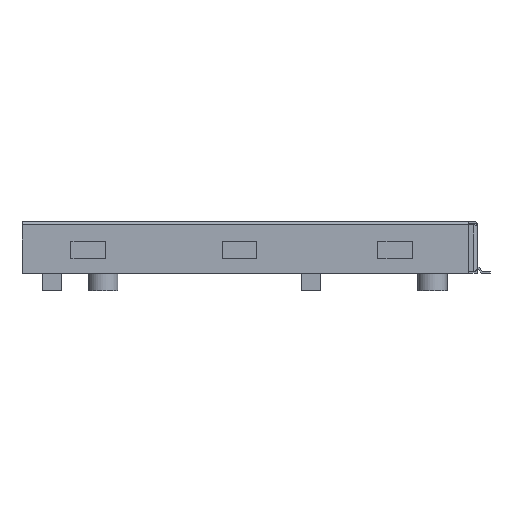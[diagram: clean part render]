
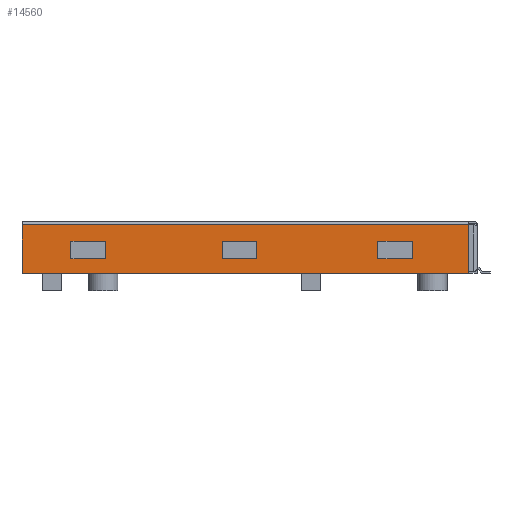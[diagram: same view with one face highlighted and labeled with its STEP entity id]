
A CAD part, front view. The second image highlights one B-rep face of the part: STEP entity #14560.
In plain terms, the highlighted planar face has unit normal (0, -1, 0).
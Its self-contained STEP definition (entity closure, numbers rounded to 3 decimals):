
#11013 = VERTEX_POINT('',#11014);
#11014 = CARTESIAN_POINT('',(147.734,-121.64,1.635));
#11020 = EDGE_CURVE('',#11021,#11013,#11023,.T.);
#11021 = VERTEX_POINT('',#11022);
#11022 = CARTESIAN_POINT('',(121.903,-121.64,1.635));
#11023 = LINE('',#11024,#11025);
#11024 = CARTESIAN_POINT('',(148.234,-121.64,1.635));
#11025 = VECTOR('',#11026,1.);
#11026 = DIRECTION('',(1.,-0.,-0.));
#14517 = EDGE_CURVE('',#14518,#11021,#14520,.T.);
#14518 = VERTEX_POINT('',#14519);
#14519 = CARTESIAN_POINT('',(121.903,-121.64,4.435));
#14520 = LINE('',#14521,#14522);
#14521 = CARTESIAN_POINT('',(121.903,-121.64,4.635));
#14522 = VECTOR('',#14523,1.);
#14523 = DIRECTION('',(-0.,-0.,-1.));
#14560 = ADVANCED_FACE('',(#14561,#14595,#14629,#14663),#14681,.F.);
#14561 = FACE_BOUND('',#14562,.T.);
#14562 = EDGE_LOOP('',(#14563,#14573,#14581,#14589));
#14563 = ORIENTED_EDGE('',*,*,#14564,.F.);
#14564 = EDGE_CURVE('',#14565,#14567,#14569,.T.);
#14565 = VERTEX_POINT('',#14566);
#14566 = CARTESIAN_POINT('',(142.484,-121.64,
    2.479));
#14567 = VERTEX_POINT('',#14568);
#14568 = CARTESIAN_POINT('',(144.484,-121.64,
    2.479));
#14569 = LINE('',#14570,#14571);
#14570 = CARTESIAN_POINT('',(142.484,-121.64,
    2.479));
#14571 = VECTOR('',#14572,1.);
#14572 = DIRECTION('',(1.,0.,0.));
#14573 = ORIENTED_EDGE('',*,*,#14574,.F.);
#14574 = EDGE_CURVE('',#14575,#14565,#14577,.T.);
#14575 = VERTEX_POINT('',#14576);
#14576 = CARTESIAN_POINT('',(142.484,-121.64,
    3.479));
#14577 = LINE('',#14578,#14579);
#14578 = CARTESIAN_POINT('',(142.484,-121.64,
    2.479));
#14579 = VECTOR('',#14580,1.);
#14580 = DIRECTION('',(-0.,-0.,-1.));
#14581 = ORIENTED_EDGE('',*,*,#14582,.F.);
#14582 = EDGE_CURVE('',#14583,#14575,#14585,.T.);
#14583 = VERTEX_POINT('',#14584);
#14584 = CARTESIAN_POINT('',(144.484,-121.64,
    3.479));
#14585 = LINE('',#14586,#14587);
#14586 = CARTESIAN_POINT('',(142.484,-121.64,
    3.479));
#14587 = VECTOR('',#14588,1.);
#14588 = DIRECTION('',(-1.,-0.,-0.));
#14589 = ORIENTED_EDGE('',*,*,#14590,.F.);
#14590 = EDGE_CURVE('',#14567,#14583,#14591,.T.);
#14591 = LINE('',#14592,#14593);
#14592 = CARTESIAN_POINT('',(144.484,-121.64,
    2.479));
#14593 = VECTOR('',#14594,1.);
#14594 = DIRECTION('',(0.,0.,1.));
#14595 = FACE_BOUND('',#14596,.T.);
#14596 = EDGE_LOOP('',(#14597,#14607,#14615,#14623));
#14597 = ORIENTED_EDGE('',*,*,#14598,.F.);
#14598 = EDGE_CURVE('',#14599,#14601,#14603,.T.);
#14599 = VERTEX_POINT('',#14600);
#14600 = CARTESIAN_POINT('',(133.484,-121.64,
    2.478));
#14601 = VERTEX_POINT('',#14602);
#14602 = CARTESIAN_POINT('',(135.484,-121.64,
    2.478));
#14603 = LINE('',#14604,#14605);
#14604 = CARTESIAN_POINT('',(133.484,-121.64,
    2.478));
#14605 = VECTOR('',#14606,1.);
#14606 = DIRECTION('',(1.,0.,0.));
#14607 = ORIENTED_EDGE('',*,*,#14608,.F.);
#14608 = EDGE_CURVE('',#14609,#14599,#14611,.T.);
#14609 = VERTEX_POINT('',#14610);
#14610 = CARTESIAN_POINT('',(133.484,-121.64,
    3.478));
#14611 = LINE('',#14612,#14613);
#14612 = CARTESIAN_POINT('',(133.484,-121.64,
    2.478));
#14613 = VECTOR('',#14614,1.);
#14614 = DIRECTION('',(-0.,-0.,-1.));
#14615 = ORIENTED_EDGE('',*,*,#14616,.F.);
#14616 = EDGE_CURVE('',#14617,#14609,#14619,.T.);
#14617 = VERTEX_POINT('',#14618);
#14618 = CARTESIAN_POINT('',(135.484,-121.64,
    3.478));
#14619 = LINE('',#14620,#14621);
#14620 = CARTESIAN_POINT('',(133.484,-121.64,
    3.478));
#14621 = VECTOR('',#14622,1.);
#14622 = DIRECTION('',(-1.,-0.,-0.));
#14623 = ORIENTED_EDGE('',*,*,#14624,.F.);
#14624 = EDGE_CURVE('',#14601,#14617,#14625,.T.);
#14625 = LINE('',#14626,#14627);
#14626 = CARTESIAN_POINT('',(135.484,-121.64,
    2.478));
#14627 = VECTOR('',#14628,1.);
#14628 = DIRECTION('',(0.,0.,1.));
#14629 = FACE_BOUND('',#14630,.T.);
#14630 = EDGE_LOOP('',(#14631,#14641,#14649,#14657));
#14631 = ORIENTED_EDGE('',*,*,#14632,.F.);
#14632 = EDGE_CURVE('',#14633,#14635,#14637,.T.);
#14633 = VERTEX_POINT('',#14634);
#14634 = CARTESIAN_POINT('',(124.734,-121.64,
    2.479));
#14635 = VERTEX_POINT('',#14636);
#14636 = CARTESIAN_POINT('',(126.734,-121.64,
    2.479));
#14637 = LINE('',#14638,#14639);
#14638 = CARTESIAN_POINT('',(124.734,-121.64,
    2.479));
#14639 = VECTOR('',#14640,1.);
#14640 = DIRECTION('',(1.,0.,0.));
#14641 = ORIENTED_EDGE('',*,*,#14642,.F.);
#14642 = EDGE_CURVE('',#14643,#14633,#14645,.T.);
#14643 = VERTEX_POINT('',#14644);
#14644 = CARTESIAN_POINT('',(124.734,-121.64,
    3.479));
#14645 = LINE('',#14646,#14647);
#14646 = CARTESIAN_POINT('',(124.734,-121.64,
    2.479));
#14647 = VECTOR('',#14648,1.);
#14648 = DIRECTION('',(-0.,-0.,-1.));
#14649 = ORIENTED_EDGE('',*,*,#14650,.F.);
#14650 = EDGE_CURVE('',#14651,#14643,#14653,.T.);
#14651 = VERTEX_POINT('',#14652);
#14652 = CARTESIAN_POINT('',(126.734,-121.64,
    3.479));
#14653 = LINE('',#14654,#14655);
#14654 = CARTESIAN_POINT('',(124.734,-121.64,
    3.479));
#14655 = VECTOR('',#14656,1.);
#14656 = DIRECTION('',(-1.,-0.,-0.));
#14657 = ORIENTED_EDGE('',*,*,#14658,.F.);
#14658 = EDGE_CURVE('',#14635,#14651,#14659,.T.);
#14659 = LINE('',#14660,#14661);
#14660 = CARTESIAN_POINT('',(126.734,-121.64,
    2.479));
#14661 = VECTOR('',#14662,1.);
#14662 = DIRECTION('',(0.,0.,1.));
#14663 = FACE_BOUND('',#14664,.T.);
#14664 = EDGE_LOOP('',(#14665,#14673,#14679,#14680));
#14665 = ORIENTED_EDGE('',*,*,#14666,.F.);
#14666 = EDGE_CURVE('',#14667,#11013,#14669,.T.);
#14667 = VERTEX_POINT('',#14668);
#14668 = CARTESIAN_POINT('',(147.734,-121.64,4.435));
#14669 = LINE('',#14670,#14671);
#14670 = CARTESIAN_POINT('',(147.734,-121.64,4.635));
#14671 = VECTOR('',#14672,1.);
#14672 = DIRECTION('',(0.,0.,-1.));
#14673 = ORIENTED_EDGE('',*,*,#14674,.T.);
#14674 = EDGE_CURVE('',#14667,#14518,#14675,.T.);
#14675 = LINE('',#14676,#14677);
#14676 = CARTESIAN_POINT('',(148.234,-121.64,4.435));
#14677 = VECTOR('',#14678,1.);
#14678 = DIRECTION('',(-1.,-0.,-0.));
#14679 = ORIENTED_EDGE('',*,*,#14517,.T.);
#14680 = ORIENTED_EDGE('',*,*,#11020,.T.);
#14681 = PLANE('',#14682);
#14682 = AXIS2_PLACEMENT_3D('',#14683,#14684,#14685);
#14683 = CARTESIAN_POINT('',(148.234,-121.64,4.635));
#14684 = DIRECTION('',(0.,1.,-0.));
#14685 = DIRECTION('',(0.,0.,1.));
